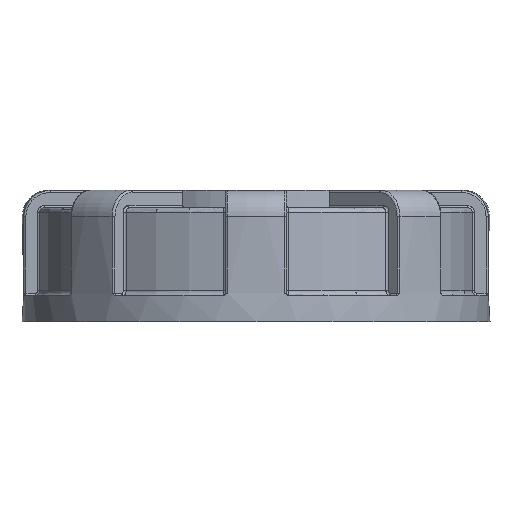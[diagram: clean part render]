
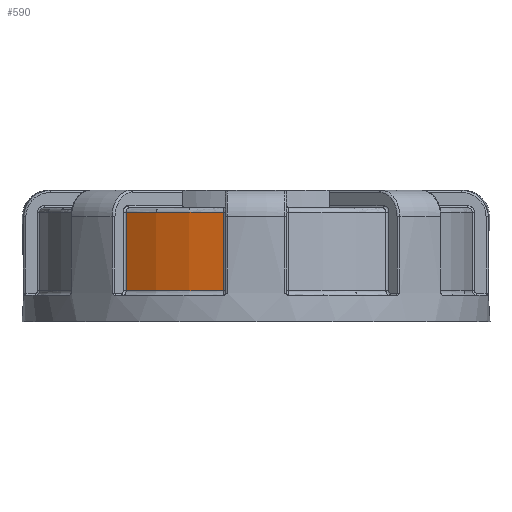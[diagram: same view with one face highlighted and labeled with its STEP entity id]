
A CAD part, left-side view. The second image highlights one B-rep face of the part: STEP entity #590.
In plain terms, the highlighted cylindrical face has radius 25 mm (diameter 50 mm), a partial arc.
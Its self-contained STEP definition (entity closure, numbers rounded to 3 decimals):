
#590 = ADVANCED_FACE( '', ( #1237 ), #1238, .T. );
#1237 = FACE_OUTER_BOUND( '', #6306, .T. );
#1238 = CYLINDRICAL_SURFACE( '', #6307, 25. );
#6306 = EDGE_LOOP( '', ( #9367, #9368, #9369, #9370 ) );
#6307 = AXIS2_PLACEMENT_3D( '', #9371, #9372, #9373 );
#9367 = ORIENTED_EDGE( '', *, *, #10457, .T. );
#9368 = ORIENTED_EDGE( '', *, *, #10492, .T. );
#9369 = ORIENTED_EDGE( '', *, *, #10462, .T. );
#9370 = ORIENTED_EDGE( '', *, *, #10480, .T. );
#9371 = CARTESIAN_POINT( '', ( 0., 0., 57.15 ) );
#9372 = DIRECTION( '', ( 0., 0., -1. ) );
#9373 = DIRECTION( '', ( 1., 0., 0. ) );
#10457 = EDGE_CURVE( '', #11553, #10955, #11554, .T. );
#10462 = EDGE_CURVE( '', #11393, #11035, #11559, .F. );
#10480 = EDGE_CURVE( '', #11035, #11553, #11578, .T. );
#10492 = EDGE_CURVE( '', #10955, #11393, #11591, .F. );
#10955 = VERTEX_POINT( '', #13510 );
#11035 = VERTEX_POINT( '', #13935 );
#11393 = VERTEX_POINT( '', #15358 );
#11553 = VERTEX_POINT( '', #16220 );
#11554 = CIRCLE( '', #16221, 25. );
#11559 = CIRCLE( '', #16257, 25. );
#11578 = LINE( '', #16308, #16309 );
#11591 = LINE( '', #16333, #16334 );
#13510 = CARTESIAN_POINT( '', ( -20.107, 14.856, 12.5 ) );
#13935 = CARTESIAN_POINT( '', ( -24.723, 3.713, 3.5 ) );
#15358 = CARTESIAN_POINT( '', ( -20.107, 14.856, 3.5 ) );
#16220 = CARTESIAN_POINT( '', ( -24.723, 3.713, 12.5 ) );
#16221 = AXIS2_PLACEMENT_3D( '', #17505, #17506, #17507 );
#16257 = AXIS2_PLACEMENT_3D( '', #17511, #17512, #17513 );
#16308 = CARTESIAN_POINT( '', ( -24.723, 3.713, 57.15 ) );
#16309 = VECTOR( '', #17536, 1000. );
#16333 = CARTESIAN_POINT( '', ( -20.107, 14.856, 57.15 ) );
#16334 = VECTOR( '', #17544, 1000. );
#17505 = CARTESIAN_POINT( '', ( 0., 0., 12.5 ) );
#17506 = DIRECTION( '', ( 0., 0., -1. ) );
#17507 = DIRECTION( '', ( -1., 0., 0. ) );
#17511 = CARTESIAN_POINT( '', ( 0., 0., 3.5 ) );
#17512 = DIRECTION( '', ( 0., 0., -1. ) );
#17513 = DIRECTION( '', ( -1., 0., 0. ) );
#17536 = DIRECTION( '', ( 0., 0., 1. ) );
#17544 = DIRECTION( '', ( 0., 0., 1. ) );
